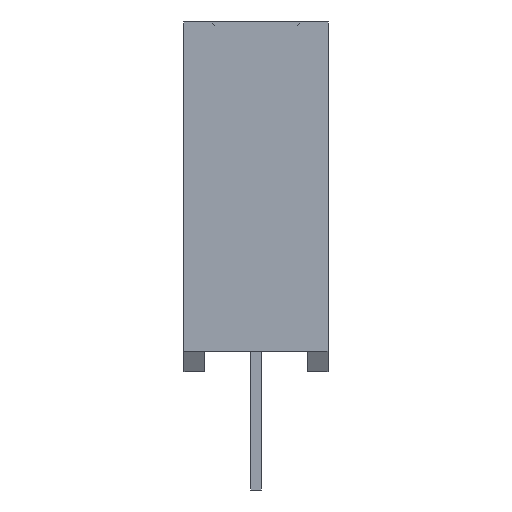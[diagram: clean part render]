
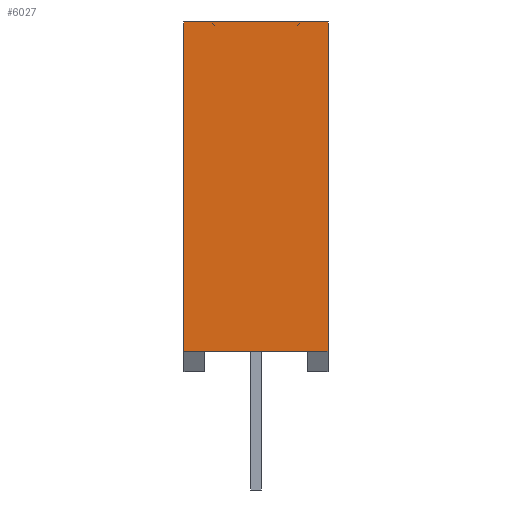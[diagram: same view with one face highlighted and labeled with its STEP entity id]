
A CAD part, left-side view. The second image highlights one B-rep face of the part: STEP entity #6027.
In plain terms, the highlighted planar face has unit normal (-1, 0, 0).
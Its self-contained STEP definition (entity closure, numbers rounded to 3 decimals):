
#80=DIRECTION('',(0.,1.,0.));
#81=VECTOR('',#80,3.556);
#82=CARTESIAN_POINT('',(-16.51,-1.778,0.));
#83=LINE('',#82,#81);
#312=DIRECTION('',(0.,0.,-1.));
#313=VECTOR('',#312,8.128);
#314=CARTESIAN_POINT('',(-16.51,1.778,0.));
#315=LINE('',#314,#313);
#660=DIRECTION('',(0.,1.,0.));
#661=VECTOR('',#660,3.556);
#662=CARTESIAN_POINT('',(-16.51,-1.778,-8.128));
#663=LINE('',#662,#661);
#1444=DIRECTION('',(0.,0.,-1.));
#1445=VECTOR('',#1444,8.128);
#1446=CARTESIAN_POINT('',(-16.51,-1.778,0.));
#1447=LINE('',#1446,#1445);
#3564=CARTESIAN_POINT('',(-16.51,-1.778,0.));
#3565=VERTEX_POINT('',#3564);
#3566=CARTESIAN_POINT('',(-16.51,1.778,0.));
#3567=VERTEX_POINT('',#3566);
#3572=CARTESIAN_POINT('',(-16.51,-1.778,-8.128));
#3573=CARTESIAN_POINT('',(-16.51,1.778,-8.128));
#3574=VERTEX_POINT('',#3572);
#3575=VERTEX_POINT('',#3573);
#6016=CARTESIAN_POINT('',(-16.51,-1.778,0.));
#6017=DIRECTION('',(-1.,0.,0.));
#6018=DIRECTION('',(0.,1.,0.));
#6019=AXIS2_PLACEMENT_3D('',#6016,#6017,#6018);
#6020=PLANE('',#6019);
#6021=ORIENTED_EDGE('',*,*,#4697,.F.);
#6022=ORIENTED_EDGE('',*,*,#5401,.T.);
#6023=ORIENTED_EDGE('',*,*,#5056,.T.);
#6024=ORIENTED_EDGE('',*,*,#4866,.F.);
#6025=EDGE_LOOP('',(#6021,#6022,#6023,#6024));
#6026=FACE_OUTER_BOUND('',#6025,.F.);
#6027=ADVANCED_FACE('',(#6026),#6020,.T.);
#4697=EDGE_CURVE('',#3565,#3567,#83,.T.);
#4866=EDGE_CURVE('',#3567,#3575,#315,.T.);
#5056=EDGE_CURVE('',#3574,#3575,#663,.T.);
#5401=EDGE_CURVE('',#3565,#3574,#1447,.T.);
